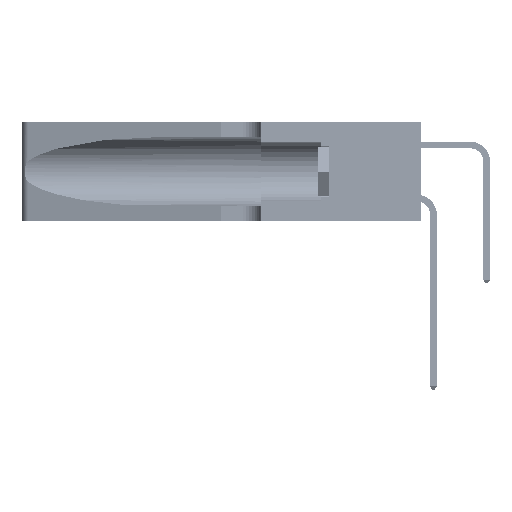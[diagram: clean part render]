
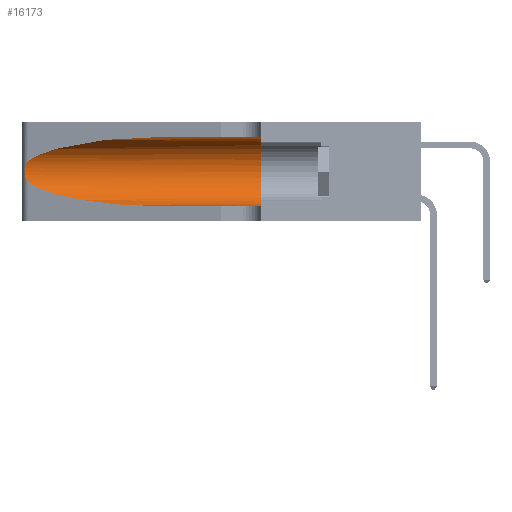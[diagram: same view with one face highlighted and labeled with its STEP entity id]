
A CAD part, left-side view. The second image highlights one B-rep face of the part: STEP entity #16173.
In plain terms, the highlighted cylindrical face has radius 3.308 mm (diameter 6.617 mm), a partial arc.
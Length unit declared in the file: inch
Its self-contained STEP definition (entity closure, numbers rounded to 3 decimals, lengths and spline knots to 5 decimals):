
#220 = DIRECTION ( 'NONE',  ( 0., 0., 1. ) ) ;
#239 = LINE ( 'NONE', #20307, #29934 ) ;
#291 = B_SPLINE_CURVE_WITH_KNOTS ( 'NONE', 3,
 ( #18043, #21891, #48607, #25792, #2560, #29663, #6531, #33484, #10439, #37276, #14325, #41162, #18217, #44971 ),
 .UNSPECIFIED., .F., .F.,
 ( 4, 2, 2, 2, 2, 2, 4 ),
 ( 0., 0.00027, 0.00053, 0.00107, 0.0016, 0.00187, 0.00214 ),
 .UNSPECIFIED. ) ;
#2560 = CARTESIAN_POINT ( 'NONE',  ( 0.25854, 1.2359, 0.20912 ) ) ;
#3558 = CARTESIAN_POINT ( 'NONE',  ( 0.25487, 1.22718, 0.14631 ) ) ;
#4790 = EDGE_LOOP ( 'NONE', ( #40005, #13441, #32887, #38949, #22299, #47010 ) ) ;
#6531 = CARTESIAN_POINT ( 'NONE',  ( 0.26075, 1.23896, 0.19203 ) ) ;
#9376 =( BOUNDED_CURVE ( )  B_SPLINE_CURVE ( 3, ( #10557, #14438, #41282, #18332 ),
 .UNSPECIFIED., .F., .T. ) 
 B_SPLINE_CURVE_WITH_KNOTS ( ( 4, 4 ),
 ( 3.44316, 4.71239 ),
 .UNSPECIFIED. ) 
 CURVE ( )  GEOMETRIC_REPRESENTATION_ITEM ( )  RATIONAL_B_SPLINE_CURVE ( ( 1., 0.87, 0.87, 1. ) ) 
 REPRESENTATION_ITEM ( '' )  );
#9871 = VERTEX_POINT ( 'NONE', #41130 ) ;
#10000 = VERTEX_POINT ( 'NONE', #3558 ) ;
#10439 = CARTESIAN_POINT ( 'NONE',  ( 0.26017, 1.23833, 0.17102 ) ) ;
#10557 = CARTESIAN_POINT ( 'NONE',  ( 0.25487, 1.22718, 0.14631 ) ) ;
#11326 = CARTESIAN_POINT ( 'NONE',  ( 0.1305, 1.61858, 0.31525 ) ) ;
#13119 = VERTEX_POINT ( 'NONE', #14180 ) ;
#13312 = CARTESIAN_POINT ( 'NONE',  ( 0.18966, 0.96281, 0.31525 ) ) ;
#13441 = ORIENTED_EDGE ( 'NONE', *, *, #31551, .T. ) ;
#13848 = VERTEX_POINT ( 'NONE', #38263 ) ;
#14180 = CARTESIAN_POINT ( 'NONE',  ( 0.1305, 0.35, 0.31525 ) ) ;
#14325 = CARTESIAN_POINT ( 'NONE',  ( 0.25789, 1.23486, 0.15765 ) ) ;
#14438 = CARTESIAN_POINT ( 'NONE',  ( 0.2373, 1.15595, 0.08982 ) ) ;
#15672 = CARTESIAN_POINT ( 'NONE',  ( 0.1305, 1.61858, 0.185 ) ) ;
#16173 = ADVANCED_FACE ( 'NONE', ( #43357 ), #32012, .F. ) ;
#17216 = CARTESIAN_POINT ( 'NONE',  ( 0.25487, 1.22718, 0.22369 ) ) ;
#17798 = VERTEX_POINT ( 'NONE', #40027 ) ;
#18043 = CARTESIAN_POINT ( 'NONE',  ( 0.25487, 1.22718, 0.22369 ) ) ;
#18217 = CARTESIAN_POINT ( 'NONE',  ( 0.25555, 1.22993, 0.14849 ) ) ;
#18332 = CARTESIAN_POINT ( 'NONE',  ( 0.1305, 0.72297, 0.05475 ) ) ;
#19086 = EDGE_CURVE ( 'NONE', #9871, #17798, #239, .T. ) ;
#19540 = EDGE_CURVE ( 'NONE', #13848, #13119, #19651, .T. ) ;
#19568 = DIRECTION ( 'NONE',  ( 0., 0., -1. ) ) ;
#19651 = LINE ( 'NONE', #11326, #48911 ) ;
#20307 = CARTESIAN_POINT ( 'NONE',  ( 0.1305, 1.61858, 0.05475 ) ) ;
#21574 = CIRCLE ( 'NONE', #41956, 0.13025 ) ;
#21891 = CARTESIAN_POINT ( 'NONE',  ( 0.25555, 1.22994, 0.2215 ) ) ;
#22065 = CARTESIAN_POINT ( 'NONE',  ( 0.25487, 1.22718, 0.22369 ) ) ;
#22299 = ORIENTED_EDGE ( 'NONE', *, *, #25224, .F. ) ;
#23468 = DIRECTION ( 'NONE',  ( 0., 1., 0. ) ) ;
#25224 = EDGE_CURVE ( 'NONE', #13119, #17798, #21574, .T. ) ;
#25792 = CARTESIAN_POINT ( 'NONE',  ( 0.25787, 1.23484, 0.2124 ) ) ;
#28053 = DIRECTION ( 'NONE',  ( 0., -1., 0. ) ) ;
#29663 = CARTESIAN_POINT ( 'NONE',  ( 0.26018, 1.23835, 0.19895 ) ) ;
#29934 = VECTOR ( 'NONE', #28053, 39.37008 ) ;
#30219 = EDGE_CURVE ( 'NONE', #10000, #9871, #9376, .T. ) ;
#31000 = DIRECTION ( 'NONE',  ( 0., -1., 0. ) ) ;
#31551 = EDGE_CURVE ( 'NONE', #35923, #10000, #291, .T. ) ;
#32012 = CYLINDRICAL_SURFACE ( 'NONE', #48030, 0.13025 ) ;
#32525 =( BOUNDED_CURVE ( )  B_SPLINE_CURVE ( 3, ( #36310, #13312, #40175, #17216 ),
 .UNSPECIFIED., .F., .F. ) 
 B_SPLINE_CURVE_WITH_KNOTS ( ( 4, 4 ),
 ( 1.5708, 2.84003 ),
 .UNSPECIFIED. ) 
 CURVE ( )  GEOMETRIC_REPRESENTATION_ITEM ( )  RATIONAL_B_SPLINE_CURVE ( ( 1., 0.87, 0.87, 1. ) ) 
 REPRESENTATION_ITEM ( '' )  );
#32887 = ORIENTED_EDGE ( 'NONE', *, *, #30219, .T. ) ;
#33484 = CARTESIAN_POINT ( 'NONE',  ( 0.26075, 1.23896, 0.178 ) ) ;
#35757 = EDGE_CURVE ( 'NONE', #13848, #35923, #32525, .T. ) ;
#35923 = VERTEX_POINT ( 'NONE', #22065 ) ;
#36310 = CARTESIAN_POINT ( 'NONE',  ( 0.1305, 0.72297, 0.31525 ) ) ;
#37276 = CARTESIAN_POINT ( 'NONE',  ( 0.25856, 1.23593, 0.16098 ) ) ;
#38263 = CARTESIAN_POINT ( 'NONE',  ( 0.1305, 0.72297, 0.31525 ) ) ;
#38949 = ORIENTED_EDGE ( 'NONE', *, *, #19086, .T. ) ;
#40005 = ORIENTED_EDGE ( 'NONE', *, *, #35757, .T. ) ;
#40027 = CARTESIAN_POINT ( 'NONE',  ( 0.1305, 0.35, 0.05475 ) ) ;
#40175 = CARTESIAN_POINT ( 'NONE',  ( 0.2373, 1.15595, 0.28018 ) ) ;
#41130 = CARTESIAN_POINT ( 'NONE',  ( 0.1305, 0.72297, 0.05475 ) ) ;
#41162 = CARTESIAN_POINT ( 'NONE',  ( 0.25639, 1.23186, 0.15144 ) ) ;
#41282 = CARTESIAN_POINT ( 'NONE',  ( 0.18966, 0.96281, 0.05475 ) ) ;
#41956 = AXIS2_PLACEMENT_3D ( 'NONE', #46351, #23468, #220 ) ;
#43357 = FACE_OUTER_BOUND ( 'NONE', #4790, .T. ) ;
#44971 = CARTESIAN_POINT ( 'NONE',  ( 0.25487, 1.22718, 0.14631 ) ) ;
#46351 = CARTESIAN_POINT ( 'NONE',  ( 0.1305, 0.35, 0.185 ) ) ;
#47010 = ORIENTED_EDGE ( 'NONE', *, *, #19540, .F. ) ;
#48030 = AXIS2_PLACEMENT_3D ( 'NONE', #15672, #31000, #19568 ) ;
#48607 = CARTESIAN_POINT ( 'NONE',  ( 0.25639, 1.23184, 0.21858 ) ) ;
#48911 = VECTOR ( 'NONE', #49464, 39.37008 ) ;
#49464 = DIRECTION ( 'NONE',  ( 0., -1., 0. ) ) ;
